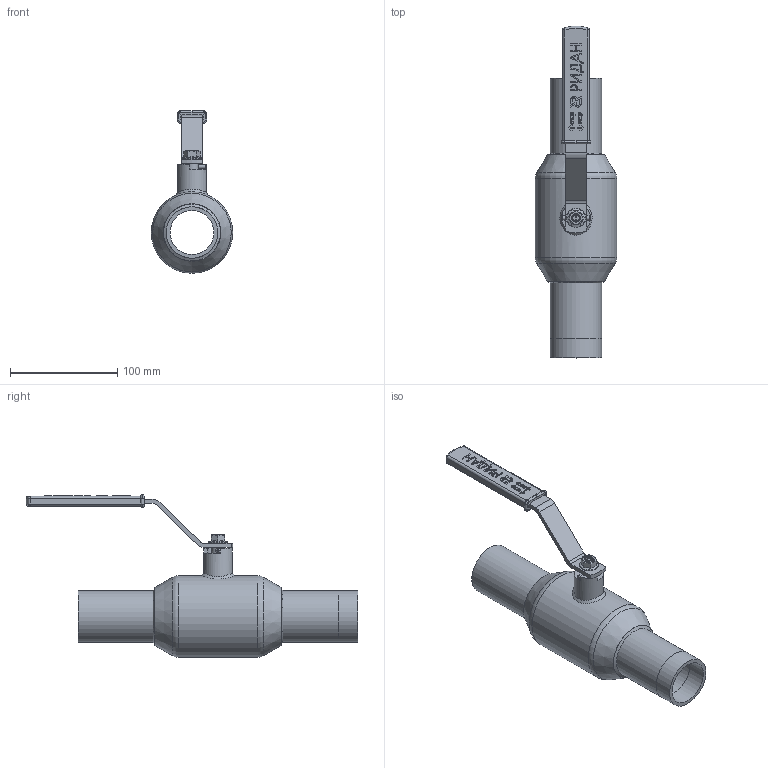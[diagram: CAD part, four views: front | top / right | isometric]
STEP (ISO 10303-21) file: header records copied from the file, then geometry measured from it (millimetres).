
FILE_DESCRIPTION(('TFLEX Exchange Step'),'2;1');
FILE_NAME('065N9604 - Кран шаровой Basic DN40.stp', '2023-08-30T12:03:16+03:00',('RUCO3277'),('Unknown organisation'),'TFLEX Exchange 2022.1','T-FLEX CAD','Unknown authorisation');
FILE_SCHEMA( ('AUTOMOTIVE_DESIGN { 1 0 10303 214 1 1 1 1 }') );
Length unit declared in the file: millimetre
Products named in the file (10): 54065422 - Штифт; <Другие гайки>Гайка ГОСТ Р ИСО 4161-2013; 24040428R - Грипса; 24040433 - Основание рукоятки; 24040530 - Рукоятка; 24040442-1 - Патрубок; 24040427-1 - Шток; 24040406 - Корпус штока; 24040409 - Корпус; 065N9604 - Кран шаровой Basic DN40
Assembly tree (10 placements, depth 3):
  065N9604 - Кран шаровой Basic DN40
    54065422 - Штифт
    <Другие гайки>Гайка ГОСТ Р ИСО 4161-2013
    24040530 - Рукоятка
      24040428R - Грипса
      24040433 - Основание рукоятки
    24040442-1 - Патрубок  x2
    24040427-1 - Шток
    24040406 - Корпус штока
    24040409 - Корпус
Bounding box: 76 x 309.5 x 151.6 mm (x, y, z)
Volume: 286443.8 mm3; surface area: 187138.2 mm2
Topology: 13 solids, 13 shells, 472 faces, 1191 edges, 770 vertices
Faces by surface type: plane 285, bspline 67, cylinder 57, torus 37, cone 18, sphere 4, extrusion 4
Full cylindrical faces by diameter (mm): 4.1 x1, 6.647 x1, 8 x1, 11.4 x2, 12 x1, 12.1 x1, 14 x4, 15 x1, 27 x1, 27.4 x1, 41 x3, 45 x3, 48 x3, 70 x1, 76 x1
Entity records: 15850 total; most frequent: CARTESIAN_POINT 4943, ORIENTED_EDGE 2288, DIRECTION 2020, EDGE_CURVE 1144, VECTOR 774, LINE 770, VERTEX_POINT 748, AXIS2_PLACEMENT_3D 623
